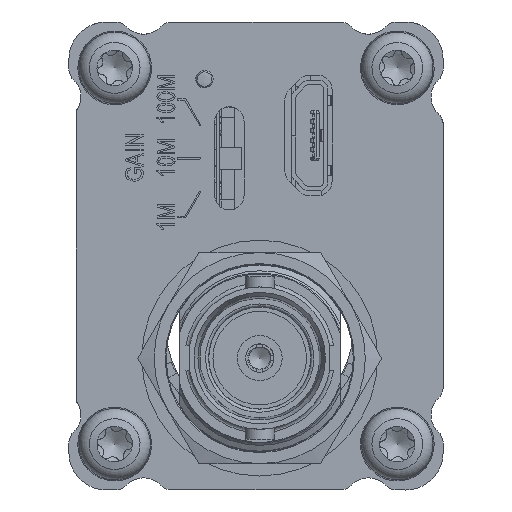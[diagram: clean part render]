
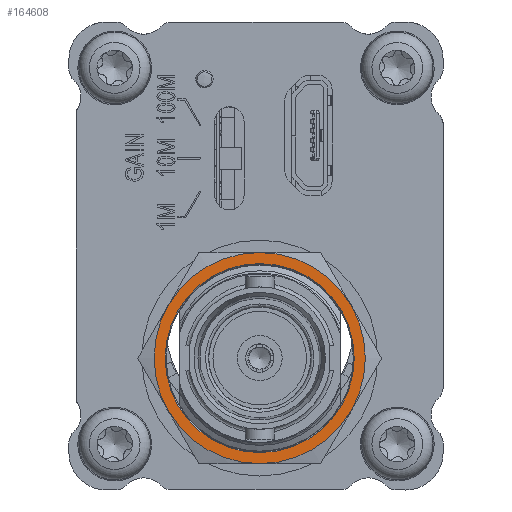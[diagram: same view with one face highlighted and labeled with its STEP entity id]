
A CAD part, left-side view. The second image highlights one B-rep face of the part: STEP entity #164608.
In plain terms, the highlighted planar face has unit normal (-1, 0, 0).
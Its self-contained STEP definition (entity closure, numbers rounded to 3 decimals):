
#878 = CARTESIAN_POINT ( 'NONE',  ( -33.947, -6.666, -6.927 ) ) ;
#1140 = AXIS2_PLACEMENT_3D ( 'NONE', #167141, #47288, #187207 ) ;
#4988 = ORIENTED_EDGE ( 'NONE', *, *, #102669, .T. ) ;
#6472 = VERTEX_POINT ( 'NONE', #211200 ) ;
#15701 = CARTESIAN_POINT ( 'NONE',  ( -33.947, -0.252, 0.236 ) ) ;
#22980 = CARTESIAN_POINT ( 'NONE',  ( -33.947, -0.252, -14.09 ) ) ;
#23910 = CARTESIAN_POINT ( 'NONE',  ( -33.947, -0.252, -6.927 ) ) ;
#24033 = DIRECTION ( 'NONE',  ( 1., 0., 0. ) ) ;
#24768 = CARTESIAN_POINT ( 'NONE',  ( -33.947, -0.252, -6.927 ) ) ;
#26418 = VERTEX_POINT ( 'NONE', #15701 ) ;
#26589 = FACE_BOUND ( 'NONE', #84746, .T. ) ;
#28374 = DIRECTION ( 'NONE',  ( 1., 0., 0. ) ) ;
#32115 = AXIS2_PLACEMENT_3D ( 'NONE', #24768, #164722, #44851 ) ;
#33056 = ORIENTED_EDGE ( 'NONE', *, *, #86243, .F. ) ;
#36500 = CIRCLE ( 'NONE', #32115, 7.163 ) ;
#42408 = CARTESIAN_POINT ( 'NONE',  ( -33.947, 5.951, -3.346 ) ) ;
#44000 = DIRECTION ( 'NONE',  ( 0., 0., 1. ) ) ;
#44851 = DIRECTION ( 'NONE',  ( 0., 0., 1. ) ) ;
#47288 = DIRECTION ( 'NONE',  ( 1., 0., 0. ) ) ;
#63395 = PLANE ( 'NONE',  #114482 ) ;
#64671 = VERTEX_POINT ( 'NONE', #878 ) ;
#75543 = CARTESIAN_POINT ( 'NONE',  ( -33.947, -6.455, -3.346 ) ) ;
#77901 = EDGE_LOOP ( 'NONE', ( #256050, #111131, #33056, #166328, #146851, #115205 ) ) ;
#81183 = CARTESIAN_POINT ( 'NONE',  ( -33.947, -0.252, -6.927 ) ) ;
#84746 = EDGE_LOOP ( 'NONE', ( #4988 ) ) ;
#85932 = EDGE_CURVE ( 'NONE', #6472, #168289, #215210, .T. ) ;
#86243 = EDGE_CURVE ( 'NONE', #155028, #6472, #36500, .T. ) ;
#91263 = DIRECTION ( 'NONE',  ( 1., 0., 0. ) ) ;
#94687 = AXIS2_PLACEMENT_3D ( 'NONE', #81183, #221148, #101396 ) ;
#96633 = AXIS2_PLACEMENT_3D ( 'NONE', #23910, #163898, #44000 ) ;
#101396 = DIRECTION ( 'NONE',  ( 0., -1., 0. ) ) ;
#102669 = EDGE_CURVE ( 'NONE', #64671, #64671, #172726, .T. ) ;
#111131 = ORIENTED_EDGE ( 'NONE', *, *, #85932, .F. ) ;
#114084 = CARTESIAN_POINT ( 'NONE',  ( -33.947, -0.252, -6.927 ) ) ;
#114482 = AXIS2_PLACEMENT_3D ( 'NONE', #143871, #24033, #164023 ) ;
#115205 = ORIENTED_EDGE ( 'NONE', *, *, #217164, .F. ) ;
#115790 = AXIS2_PLACEMENT_3D ( 'NONE', #211059, #91263, #231175 ) ;
#126711 = FACE_OUTER_BOUND ( 'NONE', #77901, .T. ) ;
#127912 = AXIS2_PLACEMENT_3D ( 'NONE', #148196, #28374, #168361 ) ;
#128543 = EDGE_CURVE ( 'NONE', #168289, #26418, #236629, .T. ) ;
#134144 = DIRECTION ( 'NONE',  ( 0., 0., 1. ) ) ;
#135978 = AXIS2_PLACEMENT_3D ( 'NONE', #114084, #254000, #134144 ) ;
#139019 = VERTEX_POINT ( 'NONE', #75543 ) ;
#143871 = CARTESIAN_POINT ( 'NONE',  ( -33.947, -8.523, -6.927 ) ) ;
#146851 = ORIENTED_EDGE ( 'NONE', *, *, #188284, .F. ) ;
#148196 = CARTESIAN_POINT ( 'NONE',  ( -33.947, -0.252, -6.927 ) ) ;
#155028 = VERTEX_POINT ( 'NONE', #22980 ) ;
#163898 = DIRECTION ( 'NONE',  ( 1., 0., 0. ) ) ;
#164023 = DIRECTION ( 'NONE',  ( 0., 0., 1. ) ) ;
#164608 = ADVANCED_FACE ( 'NONE', ( #26589, #126711 ), #63395, .F. ) ;
#164722 = DIRECTION ( 'NONE',  ( 1., 0., 0. ) ) ;
#166328 = ORIENTED_EDGE ( 'NONE', *, *, #179918, .F. ) ;
#167141 = CARTESIAN_POINT ( 'NONE',  ( -33.947, -0.252, -6.927 ) ) ;
#168289 = VERTEX_POINT ( 'NONE', #42408 ) ;
#168361 = DIRECTION ( 'NONE',  ( 0., 0., 1. ) ) ;
#172726 = CIRCLE ( 'NONE', #94687, 6.414 ) ;
#179918 = EDGE_CURVE ( 'NONE', #225901, #155028, #232815, .T. ) ;
#187207 = DIRECTION ( 'NONE',  ( 0., 0., 1. ) ) ;
#188284 = EDGE_CURVE ( 'NONE', #139019, #225901, #194473, .T. ) ;
#194473 = CIRCLE ( 'NONE', #115790, 7.163 ) ;
#204424 = CARTESIAN_POINT ( 'NONE',  ( -33.947, -6.455, -10.508 ) ) ;
#211059 = CARTESIAN_POINT ( 'NONE',  ( -33.947, -0.252, -6.927 ) ) ;
#211200 = CARTESIAN_POINT ( 'NONE',  ( -33.947, 5.951, -10.508 ) ) ;
#215210 = CIRCLE ( 'NONE', #135978, 7.163 ) ;
#217164 = EDGE_CURVE ( 'NONE', #26418, #139019, #220155, .T. ) ;
#220155 = CIRCLE ( 'NONE', #1140, 7.163 ) ;
#221148 = DIRECTION ( 'NONE',  ( 1., 0., 0. ) ) ;
#225901 = VERTEX_POINT ( 'NONE', #204424 ) ;
#231175 = DIRECTION ( 'NONE',  ( 0., 0., 1. ) ) ;
#232815 = CIRCLE ( 'NONE', #96633, 7.163 ) ;
#236629 = CIRCLE ( 'NONE', #127912, 7.163 ) ;
#254000 = DIRECTION ( 'NONE',  ( 1., 0., 0. ) ) ;
#256050 = ORIENTED_EDGE ( 'NONE', *, *, #128543, .F. ) ;
